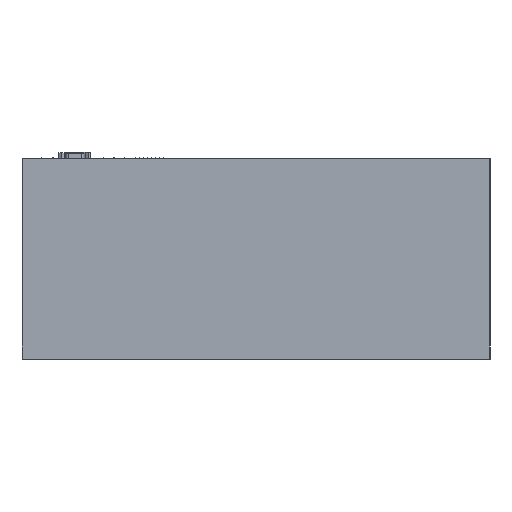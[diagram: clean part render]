
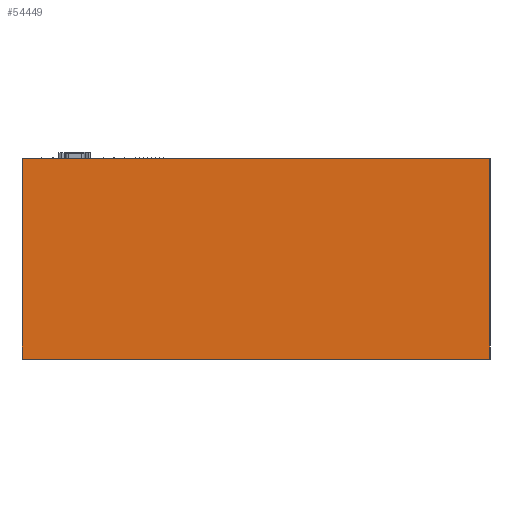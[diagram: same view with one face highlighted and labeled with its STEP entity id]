
A CAD part, front view. The second image highlights one B-rep face of the part: STEP entity #54449.
In plain terms, the highlighted planar face has unit normal (0, -1, 0).
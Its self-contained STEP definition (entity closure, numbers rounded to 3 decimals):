
#54449 = ADVANCED_FACE ( 'NONE', ( #108949 ), #108948, .T. ) ;
#54452 = EDGE_LOOP ( 'NONE', ( #54453, #54460, #54465, #54561 ) ) ;
#54453 = ORIENTED_EDGE ( 'NONE', *, *, #54455, .T. ) ;
#54455 = EDGE_CURVE ( 'NONE', #54457, #54458, #108943, .T. ) ;
#54457 = VERTEX_POINT ( 'NONE', #108939 ) ;
#54458 = VERTEX_POINT ( 'NONE', #108938 ) ;
#54460 = ORIENTED_EDGE ( 'NONE', *, *, #54462, .T. ) ;
#54462 = EDGE_CURVE ( 'NONE', #54458, #54463, #108937, .T. ) ;
#54463 = VERTEX_POINT ( 'NONE', #108933 ) ;
#54465 = ORIENTED_EDGE ( 'NONE', *, *, #54467, .T. ) ;
#54467 = EDGE_CURVE ( 'NONE', #54463, #54468, #108932, .T. ) ;
#54468 = VERTEX_POINT ( 'NONE', #108994 ) ;
#54561 = ORIENTED_EDGE ( 'NONE', *, *, #54562, .T. ) ;
#54562 = EDGE_CURVE ( 'NONE', #54468, #54457, #109028, .T. ) ;
#108932 = LINE ( 'NONE', #108997, #108996 ) ;
#108933 = CARTESIAN_POINT ( 'NONE',  ( -219.75, -22., -188.55 ) ) ;
#108934 = DIRECTION ( 'NONE',  ( 0., 0., -1. ) ) ;
#108935 = VECTOR ( 'NONE', #108934, 1000. ) ;
#108936 = CARTESIAN_POINT ( 'NONE',  ( -219.75, -22., -188.8 ) ) ;
#108937 = LINE ( 'NONE', #108936, #108935 ) ;
#108938 = CARTESIAN_POINT ( 'NONE',  ( -219.75, -22., -0.25 ) ) ;
#108939 = CARTESIAN_POINT ( 'NONE',  ( 219.75, -22., -0.25 ) ) ;
#108940 = DIRECTION ( 'NONE',  ( -1., 0., 0. ) ) ;
#108941 = VECTOR ( 'NONE', #108940, 1000. ) ;
#108942 = CARTESIAN_POINT ( 'NONE',  ( -220., -22., -0.25 ) ) ;
#108943 = LINE ( 'NONE', #108942, #108941 ) ;
#108944 = DIRECTION ( 'NONE',  ( 0., 0., -1. ) ) ;
#108945 = DIRECTION ( 'NONE',  ( 0., -1., 0. ) ) ;
#108946 = CARTESIAN_POINT ( 'NONE',  ( -220., -22., -188.8 ) ) ;
#108947 = AXIS2_PLACEMENT_3D ( 'NONE', #108946, #108945, #108944 ) ;
#108948 = PLANE ( 'NONE',  #108947 ) ;
#108949 = FACE_OUTER_BOUND ( 'NONE', #54452, .T. ) ;
#108994 = CARTESIAN_POINT ( 'NONE',  ( 219.75, -22., -188.55 ) ) ;
#108995 = DIRECTION ( 'NONE',  ( 1., 0., 0. ) ) ;
#108996 = VECTOR ( 'NONE', #108995, 1000. ) ;
#108997 = CARTESIAN_POINT ( 'NONE',  ( 220., -22., -188.55 ) ) ;
#109027 = CARTESIAN_POINT ( 'NONE',  ( 219.75, -22., -188.8 ) ) ;
#109028 = LINE ( 'NONE', #109027, #109091 ) ;
#109090 = DIRECTION ( 'NONE',  ( 0., 0., 1. ) ) ;
#109091 = VECTOR ( 'NONE', #109090, 1000. ) ;
